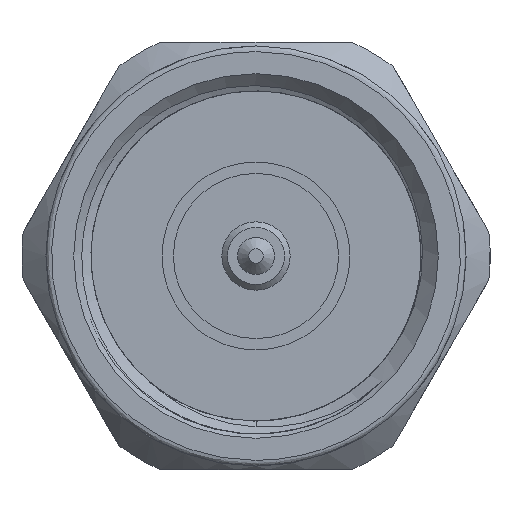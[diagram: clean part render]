
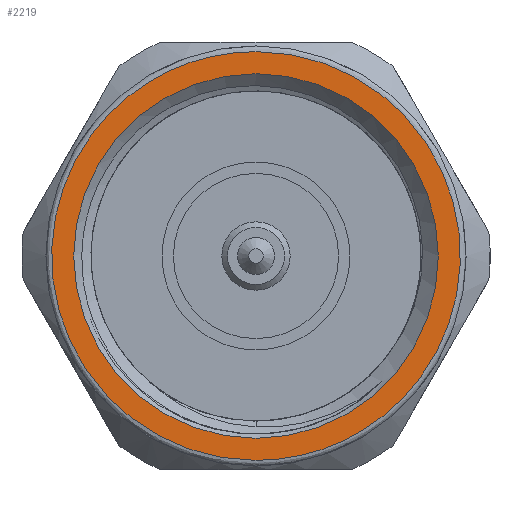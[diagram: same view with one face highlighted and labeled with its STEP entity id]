
A CAD part, front view. The second image highlights one B-rep face of the part: STEP entity #2219.
In plain terms, the highlighted planar face has unit normal (0, -1, 0).
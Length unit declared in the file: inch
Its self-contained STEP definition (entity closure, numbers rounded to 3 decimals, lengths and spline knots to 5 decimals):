
#181 = FACE_OUTER_BOUND ( 'NONE', #1958, .T. ) ;
#194 = CARTESIAN_POINT ( 'NONE',  ( -0.36879, -0.897, 0. ) ) ;
#322 =( BOUNDED_CURVE ( )  B_SPLINE_CURVE ( 3, ( #3452, #4163, #3103, #2135 ),
 .UNSPECIFIED., .F., .T. ) 
 B_SPLINE_CURVE_WITH_KNOTS ( ( 4, 4 ),
 ( 0., 1. ),
 .UNSPECIFIED. ) 
 CURVE ( )  GEOMETRIC_REPRESENTATION_ITEM ( )  RATIONAL_B_SPLINE_CURVE ( ( 1., 0.333, 0.333, 1. ) ) 
 REPRESENTATION_ITEM ( '' )  );
#343 = CARTESIAN_POINT ( 'NONE',  ( 0., -0.897, 0.35879 ) ) ;
#526 = CARTESIAN_POINT ( 'NONE',  ( 0., -0.897, 0. ) ) ;
#836 =( BOUNDED_CURVE ( )  B_SPLINE_CURVE ( 3, ( #1844, #3497, #3843, #1570 ),
 .UNSPECIFIED., .F., .T. ) 
 B_SPLINE_CURVE_WITH_KNOTS ( ( 4, 4 ),
 ( 0., 1. ),
 .UNSPECIFIED. ) 
 CURVE ( )  GEOMETRIC_REPRESENTATION_ITEM ( )  RATIONAL_B_SPLINE_CURVE ( ( 1., 0.333, 0.333, 1. ) ) 
 REPRESENTATION_ITEM ( '' )  );
#1269 = AXIS2_PLACEMENT_3D ( 'NONE', #194, #4251, #3621 ) ;
#1570 = CARTESIAN_POINT ( 'NONE',  ( 0., -0.897, 0.35879 ) ) ;
#1646 = ORIENTED_EDGE ( 'NONE', *, *, #3818, .F. ) ;
#1844 = CARTESIAN_POINT ( 'NONE',  ( 0., -0.897, -0.35879 ) ) ;
#1958 = EDGE_LOOP ( 'NONE', ( #2156, #1646 ) ) ;
#2070 = CARTESIAN_POINT ( 'NONE',  ( 0., -0.897, -0.32 ) ) ;
#2091 = CIRCLE ( 'NONE', #3429, 0.32 ) ;
#2135 = CARTESIAN_POINT ( 'NONE',  ( 0., -0.897, -0.35879 ) ) ;
#2156 = ORIENTED_EDGE ( 'NONE', *, *, #3651, .F. ) ;
#2219 = ADVANCED_FACE ( 'NONE', ( #181, #4323 ), #3850, .F. ) ;
#2463 = EDGE_CURVE ( 'NONE', #3777, #3777, #2091, .T. ) ;
#2514 = DIRECTION ( 'NONE',  ( 0., -1., 0. ) ) ;
#3025 = ORIENTED_EDGE ( 'NONE', *, *, #2463, .F. ) ;
#3103 = CARTESIAN_POINT ( 'NONE',  ( 0.71759, -0.897, -0.35879 ) ) ;
#3266 = VERTEX_POINT ( 'NONE', #343 ) ;
#3317 = CARTESIAN_POINT ( 'NONE',  ( 0., -0.897, -0.35879 ) ) ;
#3429 = AXIS2_PLACEMENT_3D ( 'NONE', #526, #2514, #3857 ) ;
#3452 = CARTESIAN_POINT ( 'NONE',  ( 0., -0.897, 0.35879 ) ) ;
#3497 = CARTESIAN_POINT ( 'NONE',  ( -0.71759, -0.897, -0.35879 ) ) ;
#3621 = DIRECTION ( 'NONE',  ( 0., 0., 1. ) ) ;
#3651 = EDGE_CURVE ( 'NONE', #3266, #4141, #322, .T. ) ;
#3777 = VERTEX_POINT ( 'NONE', #2070 ) ;
#3818 = EDGE_CURVE ( 'NONE', #4141, #3266, #836, .T. ) ;
#3843 = CARTESIAN_POINT ( 'NONE',  ( -0.71759, -0.897, 0.35879 ) ) ;
#3850 = PLANE ( 'NONE',  #1269 ) ;
#3857 = DIRECTION ( 'NONE',  ( 0., 0., -1. ) ) ;
#3870 = EDGE_LOOP ( 'NONE', ( #3025 ) ) ;
#4141 = VERTEX_POINT ( 'NONE', #3317 ) ;
#4163 = CARTESIAN_POINT ( 'NONE',  ( 0.71759, -0.897, 0.35879 ) ) ;
#4251 = DIRECTION ( 'NONE',  ( 0., 1., 0. ) ) ;
#4323 = FACE_BOUND ( 'NONE', #3870, .T. ) ;
